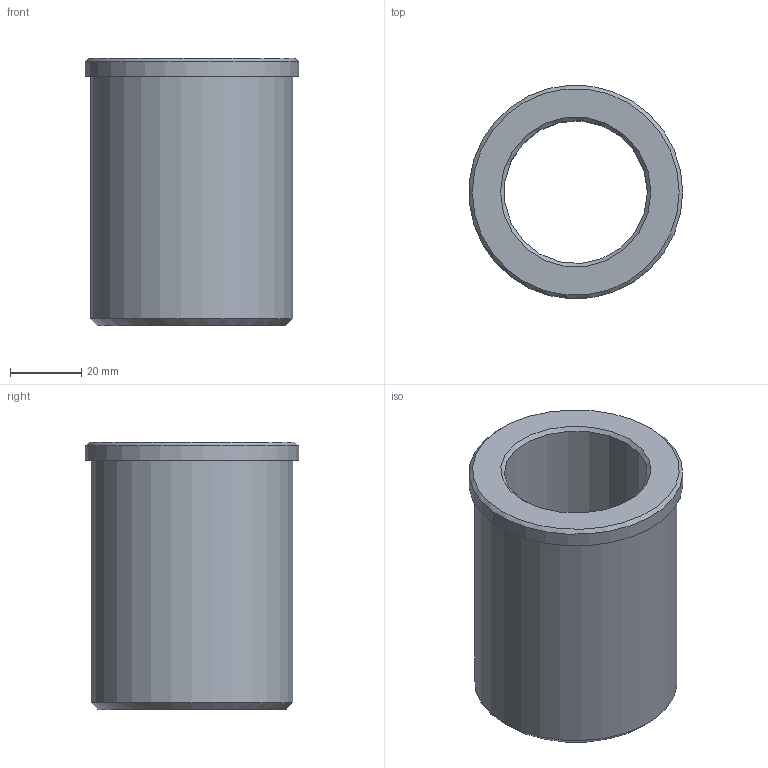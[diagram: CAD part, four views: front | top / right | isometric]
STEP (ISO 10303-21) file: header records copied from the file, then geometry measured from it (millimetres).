
FILE_DESCRIPTION(/* description */ (''),/* implementation_level */ '2;1');
FILE_NAME(/* name */ 'Bushing jaumiere.stp',/* time_stamp */ '2024-05-14T11:18:27+02:00',/* author */ ('Squid'),/* organization */ (''),/* preprocessor_version */ 'ST-DEVELOPER v19.2',/* originating_system */ 'AutoCAD Mechanical',/* authorisation */ '');
FILE_SCHEMA (('AUTOMOTIVE_DESIGN { 1 0 10303 214 3 1 1 }'));
Length unit declared in the file: millimetre
Products named in the file (1): Product
Bounding box: 59.85 x 59.92 x 75 mm (x, y, z)
Volume: 95746.3 mm3; surface area: 25550.4 mm2
Topology: 1 solids, 1 shells, 10 faces, 116 edges, 178 vertices
Faces by surface type: cone 4, cylinder 3, plane 3
Full cylindrical faces by diameter (mm): 40.2 x1, 56.8 x1, 60 x1
Entity records: 3130 total; most frequent: CARTESIAN_POINT 2470, STYLED_ITEM 132, TRIMMED_CURVE 94, DIRECTION 74, B_SPLINE_CURVE_WITH_KNOTS 70, PRESENTATION_STYLE_ASSIGNMENT 36, ORIENTED_EDGE 34, LINE 30
